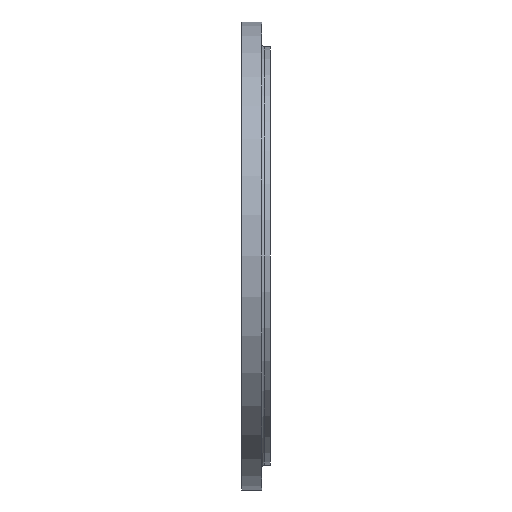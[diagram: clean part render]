
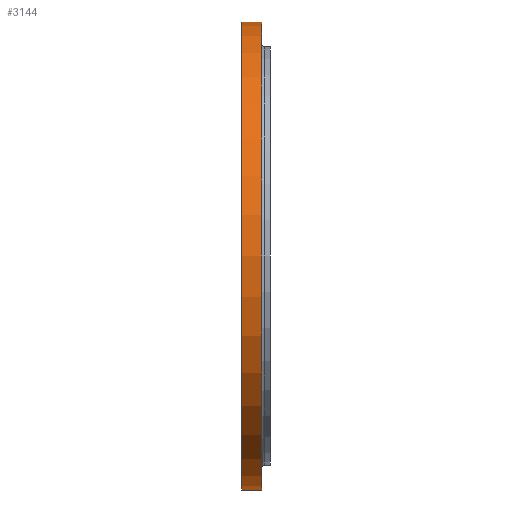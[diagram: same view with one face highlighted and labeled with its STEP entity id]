
A CAD part, front view. The second image highlights one B-rep face of the part: STEP entity #3144.
In plain terms, the highlighted cylindrical face has radius 927.1 mm (diameter 1854.2 mm), a partial arc.
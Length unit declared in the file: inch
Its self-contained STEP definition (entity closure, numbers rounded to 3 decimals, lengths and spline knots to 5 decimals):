
#63 = VERTEX_POINT ( 'NONE', #2922 ) ;
#219 = VECTOR ( 'NONE', #426, 39.37008 ) ;
#426 = DIRECTION ( 'NONE',  ( -1., 0., 0. ) ) ;
#489 = CIRCLE ( 'NONE', #3359, 36.5 ) ;
#503 = VERTEX_POINT ( 'NONE', #2726 ) ;
#737 = EDGE_CURVE ( 'NONE', #1803, #503, #2837, .T. ) ;
#761 = DIRECTION ( 'NONE',  ( -1., 0., 0. ) ) ;
#791 = VERTEX_POINT ( 'NONE', #1771 ) ;
#920 = ORIENTED_EDGE ( 'NONE', *, *, #737, .F. ) ;
#951 = DIRECTION ( 'NONE',  ( 0., 0., 1. ) ) ;
#1015 = ORIENTED_EDGE ( 'NONE', *, *, #2633, .F. ) ;
#1117 = ORIENTED_EDGE ( 'NONE', *, *, #4026, .T. ) ;
#1256 = DIRECTION ( 'NONE',  ( -1., 0., 0. ) ) ;
#1467 = LINE ( 'NONE', #4015, #219 ) ;
#1608 = CARTESIAN_POINT ( 'NONE',  ( 2.98736, 0., -36.5 ) ) ;
#1625 = EDGE_LOOP ( 'NONE', ( #920, #2559, #1117, #1015 ) ) ;
#1756 = DIRECTION ( 'NONE',  ( -1., 0., 0. ) ) ;
#1771 = CARTESIAN_POINT ( 'NONE',  ( 2.98736, 0., 36.5 ) ) ;
#1803 = VERTEX_POINT ( 'NONE', #1608 ) ;
#1853 = CIRCLE ( 'NONE', #2486, 36.5 ) ;
#1945 = DIRECTION ( 'NONE',  ( -1., 0., 0. ) ) ;
#2098 = DIRECTION ( 'NONE',  ( 0., 0., 1. ) ) ;
#2265 = AXIS2_PLACEMENT_3D ( 'NONE', #3233, #1945, #3552 ) ;
#2486 = AXIS2_PLACEMENT_3D ( 'NONE', #3260, #761, #2098 ) ;
#2495 = VECTOR ( 'NONE', #1756, 39.37008 ) ;
#2498 = CARTESIAN_POINT ( 'NONE',  ( 0., 0., -36.5 ) ) ;
#2559 = ORIENTED_EDGE ( 'NONE', *, *, #3948, .T. ) ;
#2633 = EDGE_CURVE ( 'NONE', #503, #63, #489, .T. ) ;
#2726 = CARTESIAN_POINT ( 'NONE',  ( -0.13764, 0., -36.5 ) ) ;
#2837 = LINE ( 'NONE', #2498, #2495 ) ;
#2922 = CARTESIAN_POINT ( 'NONE',  ( -0.13764, 0., 36.5 ) ) ;
#2995 = FACE_OUTER_BOUND ( 'NONE', #1625, .T. ) ;
#3144 = ADVANCED_FACE ( 'NONE', ( #2995 ), #3270, .T. ) ;
#3233 = CARTESIAN_POINT ( 'NONE',  ( 0., 0., 0. ) ) ;
#3260 = CARTESIAN_POINT ( 'NONE',  ( 2.98736, 0., 0. ) ) ;
#3270 = CYLINDRICAL_SURFACE ( 'NONE', #2265, 36.5 ) ;
#3359 = AXIS2_PLACEMENT_3D ( 'NONE', #4191, #1256, #951 ) ;
#3552 = DIRECTION ( 'NONE',  ( 0., 0., 1. ) ) ;
#3948 = EDGE_CURVE ( 'NONE', #1803, #791, #1853, .T. ) ;
#4015 = CARTESIAN_POINT ( 'NONE',  ( 0., 0., 36.5 ) ) ;
#4026 = EDGE_CURVE ( 'NONE', #791, #63, #1467, .T. ) ;
#4191 = CARTESIAN_POINT ( 'NONE',  ( -0.13764, 0., 0. ) ) ;
